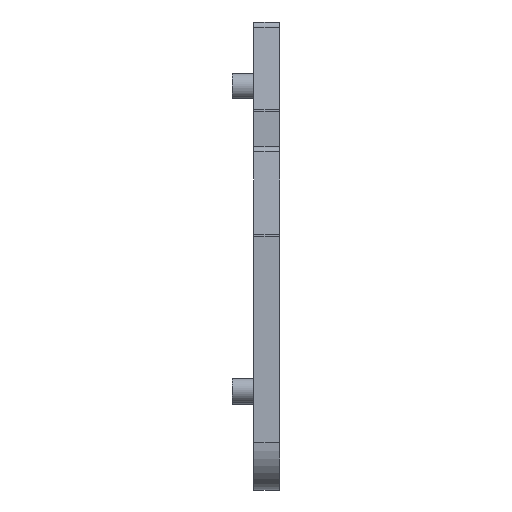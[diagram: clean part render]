
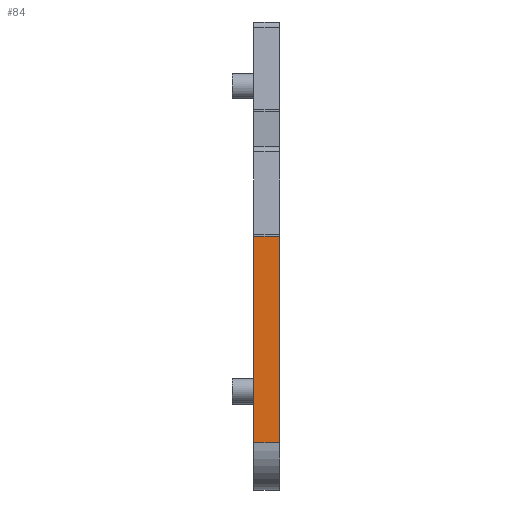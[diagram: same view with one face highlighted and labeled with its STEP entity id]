
A CAD part, left-side view. The second image highlights one B-rep face of the part: STEP entity #84.
In plain terms, the highlighted planar face has unit normal (-1, 0, 0).
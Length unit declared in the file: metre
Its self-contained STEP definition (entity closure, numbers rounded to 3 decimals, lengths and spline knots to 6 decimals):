
#84 = ADVANCED_FACE( '', ( #167 ), #168, .T. );
#167 = FACE_OUTER_BOUND( '', #246, .T. );
#168 = PLANE( '', #247 );
#246 = EDGE_LOOP( '', ( #417, #418, #419, #420 ) );
#247 = AXIS2_PLACEMENT_3D( '', #421, #422, #423 );
#417 = ORIENTED_EDGE( '', *, *, #563, .F. );
#418 = ORIENTED_EDGE( '', *, *, #561, .F. );
#419 = ORIENTED_EDGE( '', *, *, #564, .T. );
#420 = ORIENTED_EDGE( '', *, *, #541, .T. );
#421 = CARTESIAN_POINT( '', ( -0.03655, -0.0022, 0.011581 ) );
#422 = DIRECTION( '', ( -1., 0., 0. ) );
#423 = DIRECTION( '', ( 0., 1., 0. ) );
#541 = EDGE_CURVE( '', #695, #692, #696, .T. );
#561 = EDGE_CURVE( '', #721, #719, #723, .T. );
#563 = EDGE_CURVE( '', #719, #692, #725, .T. );
#564 = EDGE_CURVE( '', #721, #695, #726, .T. );
#692 = VERTEX_POINT( '', #951 );
#695 = VERTEX_POINT( '', #954 );
#696 = LINE( '', #955, #956 );
#719 = VERTEX_POINT( '', #986 );
#721 = VERTEX_POINT( '', #988 );
#723 = LINE( '', #990, #991 );
#725 = LINE( '', #993, #994 );
#726 = LINE( '', #995, #996 );
#951 = CARTESIAN_POINT( '', ( -0.03655, 0., 0.011581 ) );
#954 = CARTESIAN_POINT( '', ( -0.03655, -0.0022, 0.011581 ) );
#955 = CARTESIAN_POINT( '', ( -0.03655, -0.0022, 0.011581 ) );
#956 = VECTOR( '', #1096, 1. );
#986 = CARTESIAN_POINT( '', ( -0.03655, 0., -0.006 ) );
#988 = CARTESIAN_POINT( '', ( -0.03655, -0.0022, -0.006 ) );
#990 = CARTESIAN_POINT( '', ( -0.03655, -0.0022, -0.006 ) );
#991 = VECTOR( '', #1125, 1. );
#993 = CARTESIAN_POINT( '', ( -0.03655, 0., 0.011581 ) );
#994 = VECTOR( '', #1126, 1. );
#995 = CARTESIAN_POINT( '', ( -0.03655, -0.0022, 0.011581 ) );
#996 = VECTOR( '', #1127, 1. );
#1096 = DIRECTION( '', ( 0., 1., 0. ) );
#1125 = DIRECTION( '', ( 0., 1., 0. ) );
#1126 = DIRECTION( '', ( 0., 0., 1. ) );
#1127 = DIRECTION( '', ( 0., 0., 1. ) );
